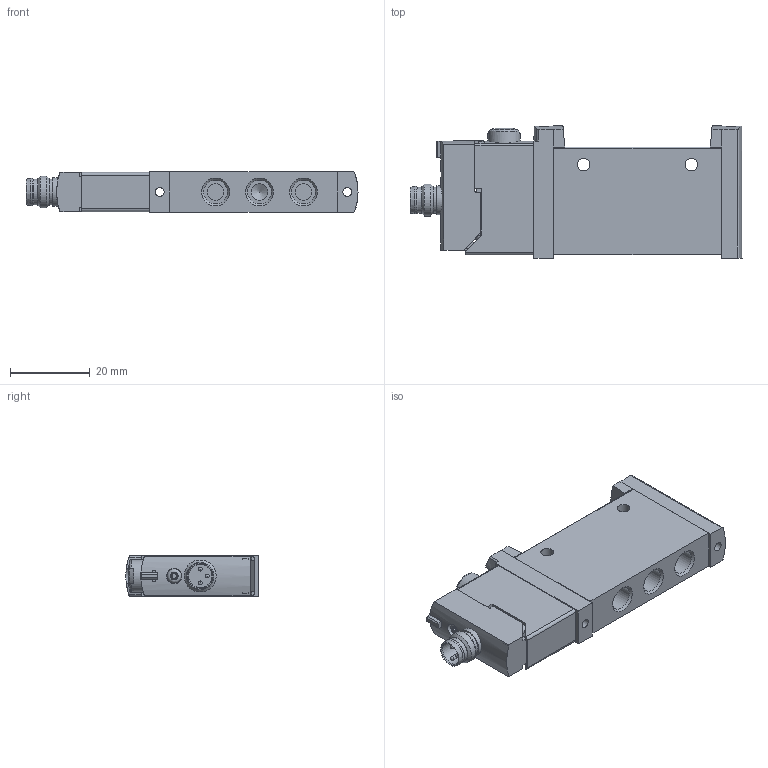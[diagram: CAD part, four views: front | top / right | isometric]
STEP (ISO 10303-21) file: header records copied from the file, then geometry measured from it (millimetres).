
FILE_DESCRIPTION(/* description */ ('STEP AP214'),/* implementation_level */ '2;1');
FILE_NAME(/* name */ '8031485_VUVG-L10-M52-MT-M7-1R8L',/* time_stamp */ '2024-09-17T14:22:19+02:00',/* author */ ('License CC BY-ND 4.0'),/* organization */ ('CADENAS'),/* preprocessor_version */ 'ST-DEVELOPER v19.3',/* originating_system */ 'PARTsolutions',/* authorisation */ ' ');
FILE_SCHEMA (('AUTOMOTIVE_DESIGN {1 0 10303 214 3 1 1}'));
Length unit declared in the file: millimetre
Products named in the file (3): 8031485 VUVG-L10-M52-MT-M7-1R8L; 564212 VUVG-L-10-M52-M-T-M7--1R8--L-----(G); 573919 VAVE-L1-1VR8-LP
Assembly tree (2 placements, depth 2):
  8031485 VUVG-L10-M52-MT-M7-1R8L
    564212 VUVG-L-10-M52-M-T-M7--1R8--L-----(G)
    573919 VAVE-L1-1VR8-LP
Bounding box: 83.1 x 33.1 x 10.25 mm (x, y, z)
Volume: 19550.3 mm3; surface area: 9765.7 mm2
Topology: 2 solids, 2 shells, 456 faces, 1220 edges, 801 vertices
Faces by surface type: plane 311, cylinder 114, cone 23, sphere 4, torus 4
Full cylindrical faces by diameter (mm): 1 x3, 1.6 x2, 1.8 x1, 2.9 x1, 3 x2, 3.2 x2, 3.6 x1, 3.8 x2, 3.9 x1, 4.2 x3, 5.8 x1, 5.917 x5, 6.5 x2, 6.9 x1, 7.2 x1, 8 x1, 8.1 x1
Entity records: 15483 total; most frequent: CARTESIAN_POINT 2546, DIRECTION 2333, ORIENTED_EDGE 2296, EDGE_CURVE 1148, LINE 803, VECTOR 803, VERTEX_POINT 781, AXIS2_PLACEMENT_3D 765
